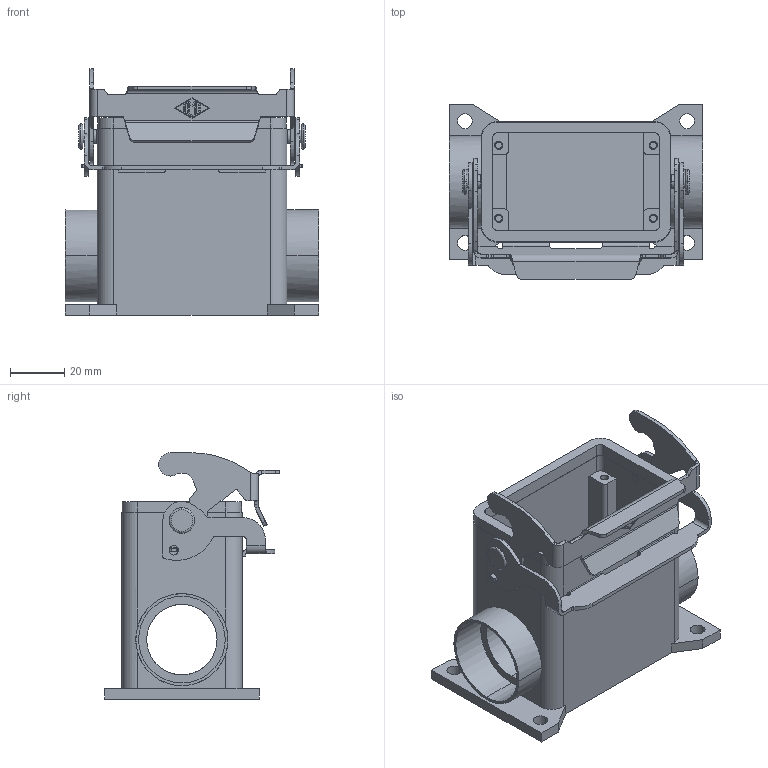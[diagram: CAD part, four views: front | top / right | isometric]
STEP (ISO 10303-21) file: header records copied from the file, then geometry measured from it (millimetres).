
FILE_DESCRIPTION((''),'2;1');
FILE_NAME('MVAP 10 L232.stp','2007-01-05T08:28:32',('gembarski'),(''),'Autodesk Inventor 7','Autodesk Inventor 7','');
FILE_SCHEMA(('AUTOMOTIVE_DESIGN { 1 0 10303 214 1 1 1 1 }'));
Length unit declared in the file: millimetre
Products named in the file (1): MVAP 10 L232
Bounding box: 93.5 x 64.48 x 91 mm (x, y, z)
Volume: 91823.5 mm3; surface area: 53553.4 mm2
Topology: 2 solids, 2 shells, 403 faces, 1095 edges, 724 vertices
Faces by surface type: plane 140, bspline 138, cylinder 119, torus 4, cone 2
Entity records: 15414 total; most frequent: CARTESIAN_POINT 5375, ORIENTED_EDGE 2182, DIRECTION 1965, EDGE_CURVE 1091, VERTEX_POINT 724, VECTOR 661, LINE 661, AXIS2_PLACEMENT_3D 652
